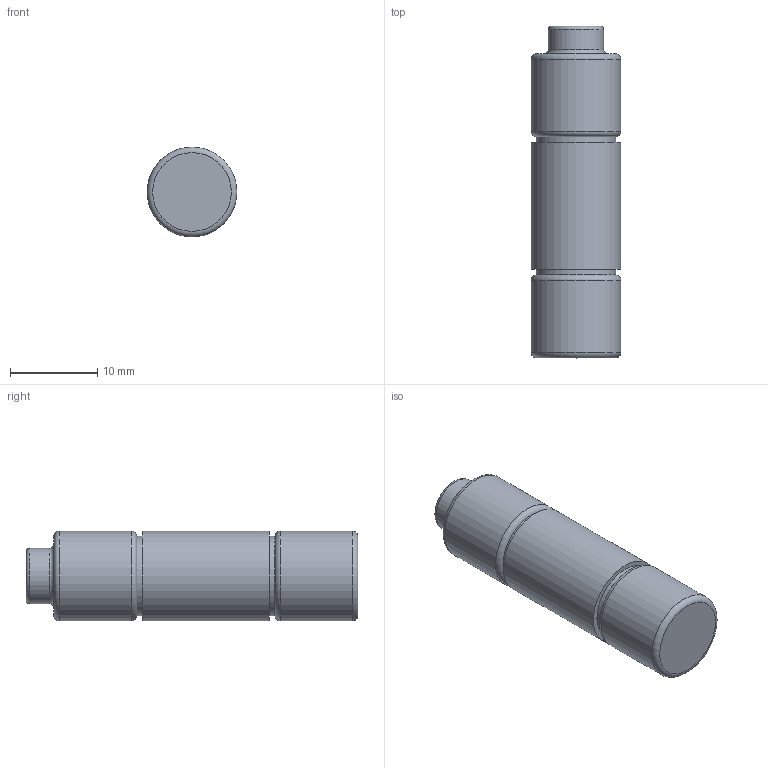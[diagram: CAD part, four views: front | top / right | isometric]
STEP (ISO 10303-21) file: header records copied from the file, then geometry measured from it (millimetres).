
FILE_DESCRIPTION(/* description */ (''),/* implementation_level */ '2;1');
FILE_NAME(/* name */ 'CCMR-0.200-30A.stp',/* time_stamp */ '2022-07-01T10:14:56-05:00',/* author */ ('myork'),/* organization */ (''),/* preprocessor_version */ 'ST-DEVELOPER v18.1',/* originating_system */ 'Autodesk Inventor 2021',/* authorisation */ '');
FILE_SCHEMA (('AUTOMOTIVE_DESIGN { 1 0 10303 214 3 1 1 }'));
Length unit declared in the file: inch
Products named in the file (1): Part1
Bounding box: 10.31 x 38.1 x 10.31 mm (x, y, z)
Volume: 2978.2 mm3; surface area: 1383.1 mm2
Topology: 1 solids, 1 shells, 17 faces, 44 edges, 32 vertices
Faces by surface type: torus 6, cylinder 6, plane 5
Full cylindrical faces by diameter (mm): 6.35 x1, 9.144 x2, 10.287 x1, 10.312 x2
Entity records: 638 total; most frequent: DIRECTION 118, CARTESIAN_POINT 94, ORIENTED_EDGE 88, AXIS2_PLACEMENT_3D 56, EDGE_CURVE 44, CIRCLE 38, VERTEX_POINT 32, EDGE_LOOP 20
